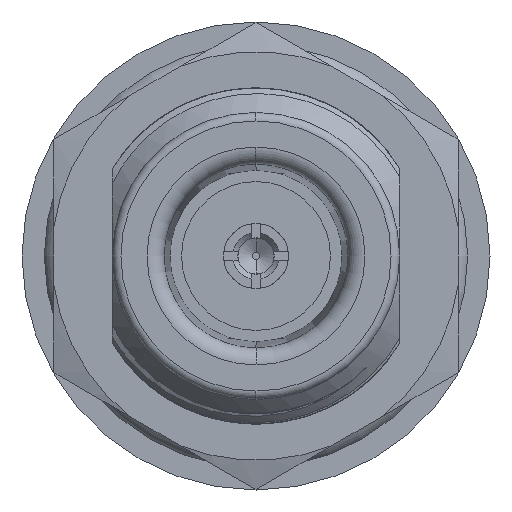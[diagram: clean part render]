
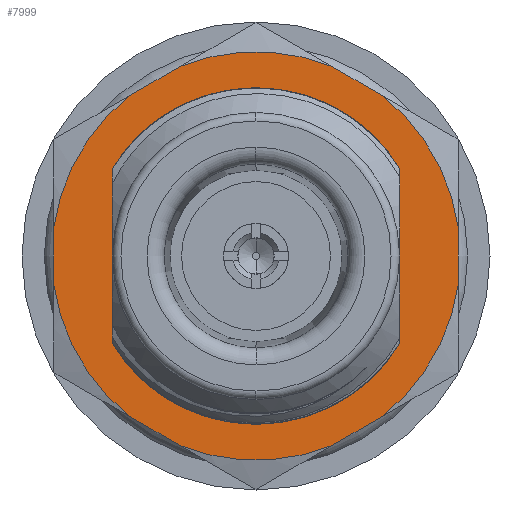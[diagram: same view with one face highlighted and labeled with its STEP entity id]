
A CAD part, left-side view. The second image highlights one B-rep face of the part: STEP entity #7999.
In plain terms, the highlighted planar face has unit normal (-1, 0, 0).
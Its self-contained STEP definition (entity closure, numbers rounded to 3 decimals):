
#10=CARTESIAN_POINT('',(-6.35,0.,-7.9));
#16=CARTESIAN_POINT('',(-6.35,0.,0.));
#17=DIRECTION('',(1.,0.,0.));
#18=DIRECTION('',(0.,-0.854,-0.52));
#19=AXIS2_PLACEMENT_3D('',#16,#17,#18);
#57=CARTESIAN_POINT('',(-6.35,0.,0.));
#58=DIRECTION('',(1.,0.,0.));
#59=DIRECTION('',(0.,0.,-1.));
#60=AXIS2_PLACEMENT_3D('',#57,#58,#59);
#339=CARTESIAN_POINT('',(-6.35,0.,0.));
#340=DIRECTION('',(1.,0.,0.));
#341=DIRECTION('',(0.,0.854,0.52));
#342=AXIS2_PLACEMENT_3D('',#339,#340,#341);
#1140=DIRECTION('',(0.,0.866,0.5));
#1141=VECTOR('',#1140,2.764);
#1142=CARTESIAN_POINT('',(-6.35,3.553,-8.918));
#1143=LINE('',#1142,#1141);
#1144=CARTESIAN_POINT('',(-6.35,0.,0.));
#1145=DIRECTION('',(1.,0.,0.));
#1146=DIRECTION('',(0.,0.619,-0.785));
#1147=AXIS2_PLACEMENT_3D('',#1144,#1145,#1146);
#1149=DIRECTION('',(0.,0.,-1.));
#1150=VECTOR('',#1149,2.764);
#1151=CARTESIAN_POINT('',(-6.35,9.5,1.382));
#1152=LINE('',#1151,#1150);
#1153=CARTESIAN_POINT('',(-6.35,0.,0.));
#1154=DIRECTION('',(1.,0.,0.));
#1155=DIRECTION('',(0.,0.99,0.144));
#1156=AXIS2_PLACEMENT_3D('',#1153,#1154,#1155);
#1158=DIRECTION('',(0.,0.866,-0.5));
#1159=VECTOR('',#1158,2.764);
#1160=CARTESIAN_POINT('',(-6.35,3.553,8.918));
#1161=LINE('',#1160,#1159);
#1162=DIRECTION('',(0.,-0.866,-0.5));
#1163=VECTOR('',#1162,2.764);
#1164=CARTESIAN_POINT('',(-6.35,-3.553,8.918));
#1165=LINE('',#1164,#1163);
#1166=CARTESIAN_POINT('',(-6.35,0.,0.));
#1167=DIRECTION('',(-1.,0.,0.));
#1168=DIRECTION('',(0.,-0.99,0.144));
#1169=AXIS2_PLACEMENT_3D('',#1166,#1167,#1168);
#1171=DIRECTION('',(0.,0.,1.));
#1172=VECTOR('',#1171,2.764);
#1173=CARTESIAN_POINT('',(-6.35,-9.5,-1.382));
#1174=LINE('',#1173,#1172);
#1175=CARTESIAN_POINT('',(-6.35,0.,0.));
#1176=DIRECTION('',(-1.,0.,0.));
#1177=DIRECTION('',(0.,-0.619,-0.785));
#1178=AXIS2_PLACEMENT_3D('',#1175,#1176,#1177);
#1180=DIRECTION('',(0.,-0.866,0.5));
#1181=VECTOR('',#1180,2.764);
#1182=CARTESIAN_POINT('',(-6.35,-3.553,-8.918));
#1183=LINE('',#1182,#1181);
#1184=DIRECTION('',(0.,0.,-1.));
#1185=VECTOR('',#1184,8.209);
#1186=CARTESIAN_POINT('',(-6.35,-6.75,4.105));
#1187=LINE('',#1186,#1185);
#1188=DIRECTION('',(0.,0.,1.));
#1189=VECTOR('',#1188,8.209);
#1190=CARTESIAN_POINT('',(-6.35,6.75,-4.105));
#1191=LINE('',#1190,#1189);
#1378=CARTESIAN_POINT('',(-6.35,0.,0.));
#1379=DIRECTION('',(-1.,0.,0.));
#1380=DIRECTION('',(0.,0.37,-0.929));
#1381=AXIS2_PLACEMENT_3D('',#1378,#1379,#1380);
#1395=CARTESIAN_POINT('',(-6.35,3.553,-8.918));
#1397=CARTESIAN_POINT('',(-6.35,5.947,-7.536));
#1409=CARTESIAN_POINT('',(-6.35,9.5,-1.382));
#1411=CARTESIAN_POINT('',(-6.35,9.5,1.382));
#1423=CARTESIAN_POINT('',(-6.35,5.947,7.536));
#1425=CARTESIAN_POINT('',(-6.35,3.553,8.918));
#1439=CARTESIAN_POINT('',(-6.35,0.,0.));
#1440=DIRECTION('',(-1.,0.,0.));
#1441=DIRECTION('',(0.,-0.37,0.929));
#1442=AXIS2_PLACEMENT_3D('',#1439,#1440,#1441);
#2728=VERTEX_POINT('',#10);
#2925=VERTEX_POINT('',#1395);
#2926=VERTEX_POINT('',#1397);
#2928=VERTEX_POINT('',#1409);
#2929=VERTEX_POINT('',#1411);
#2931=VERTEX_POINT('',#1423);
#2932=VERTEX_POINT('',#1425);
#2934=CARTESIAN_POINT('',(-6.35,-3.553,8.918));
#2935=CARTESIAN_POINT('',(-6.35,-5.947,7.536));
#2936=VERTEX_POINT('',#2934);
#2937=VERTEX_POINT('',#2935);
#2938=CARTESIAN_POINT('',(-6.35,-9.5,-1.382));
#2939=CARTESIAN_POINT('',(-6.35,-9.5,1.382));
#2940=VERTEX_POINT('',#2938);
#2941=VERTEX_POINT('',#2939);
#2942=CARTESIAN_POINT('',(-6.35,-3.553,-8.918));
#2943=CARTESIAN_POINT('',(-6.35,-5.947,-7.536));
#2944=VERTEX_POINT('',#2942);
#2945=VERTEX_POINT('',#2943);
#2950=CARTESIAN_POINT('',(-6.35,-6.75,4.105));
#2951=CARTESIAN_POINT('',(-6.35,-6.75,-4.105));
#2952=VERTEX_POINT('',#2950);
#2953=VERTEX_POINT('',#2951);
#2954=CARTESIAN_POINT('',(-6.35,6.75,-4.105));
#2955=CARTESIAN_POINT('',(-6.35,6.75,4.105));
#2956=VERTEX_POINT('',#2954);
#2957=VERTEX_POINT('',#2955);
#7960=CARTESIAN_POINT('',(-6.35,0.,0.));
#7961=DIRECTION('',(1.,0.,0.));
#7962=DIRECTION('',(0.,0.,1.));
#7963=AXIS2_PLACEMENT_3D('',#7960,#7961,#7962);
#7964=PLANE('',#7963);
#7966=ORIENTED_EDGE('',*,*,#7965,.T.);
#7968=ORIENTED_EDGE('',*,*,#7967,.T.);
#7970=ORIENTED_EDGE('',*,*,#7969,.F.);
#7972=ORIENTED_EDGE('',*,*,#7971,.T.);
#7974=ORIENTED_EDGE('',*,*,#7973,.F.);
#7976=ORIENTED_EDGE('',*,*,#7975,.F.);
#7978=ORIENTED_EDGE('',*,*,#7977,.T.);
#7980=ORIENTED_EDGE('',*,*,#7979,.F.);
#7982=ORIENTED_EDGE('',*,*,#7981,.F.);
#7984=ORIENTED_EDGE('',*,*,#7983,.F.);
#7986=ORIENTED_EDGE('',*,*,#7985,.F.);
#7988=ORIENTED_EDGE('',*,*,#7987,.F.);
#7989=EDGE_LOOP('',(#7966,#7968,#7970,#7972,#7974,#7976,#7978,#7980,#7982,#7984,
#7986,#7988));
#7990=FACE_OUTER_BOUND('',#7989,.F.);
#7991=ORIENTED_EDGE('',*,*,#3102,.F.);
#7993=ORIENTED_EDGE('',*,*,#7992,.F.);
#7994=ORIENTED_EDGE('',*,*,#3232,.F.);
#7995=ORIENTED_EDGE('',*,*,#7872,.F.);
#7996=ORIENTED_EDGE('',*,*,#3120,.F.);
#7997=EDGE_LOOP('',(#7991,#7993,#7994,#7995,#7996));
#7998=FACE_BOUND('',#7997,.F.);
#20=CIRCLE('',#19,7.9);
#61=CIRCLE('',#60,7.9);
#343=CIRCLE('',#342,7.9);
#1148=CIRCLE('',#1147,9.6);
#1157=CIRCLE('',#1156,9.6);
#1170=CIRCLE('',#1169,9.6);
#1179=CIRCLE('',#1178,9.6);
#1382=CIRCLE('',#1381,9.6);
#1443=CIRCLE('',#1442,9.6);
#3102=EDGE_CURVE('',#2953,#2728,#20,.T.);
#3120=EDGE_CURVE('',#2728,#2956,#61,.T.);
#3232=EDGE_CURVE('',#2957,#2952,#343,.T.);
#7872=EDGE_CURVE('',#2956,#2957,#1191,.T.);
#7965=EDGE_CURVE('',#2925,#2926,#1143,.T.);
#7967=EDGE_CURVE('',#2926,#2928,#1148,.T.);
#7969=EDGE_CURVE('',#2929,#2928,#1152,.T.);
#7971=EDGE_CURVE('',#2929,#2931,#1157,.T.);
#7973=EDGE_CURVE('',#2932,#2931,#1161,.T.);
#7975=EDGE_CURVE('',#2936,#2932,#1443,.T.);
#7977=EDGE_CURVE('',#2936,#2937,#1165,.T.);
#7979=EDGE_CURVE('',#2941,#2937,#1170,.T.);
#7981=EDGE_CURVE('',#2940,#2941,#1174,.T.);
#7983=EDGE_CURVE('',#2945,#2940,#1179,.T.);
#7985=EDGE_CURVE('',#2944,#2945,#1183,.T.);
#7987=EDGE_CURVE('',#2925,#2944,#1382,.T.);
#7992=EDGE_CURVE('',#2952,#2953,#1187,.T.);
#7999=ADVANCED_FACE('',(#7990,#7998),#7964,.F.);
